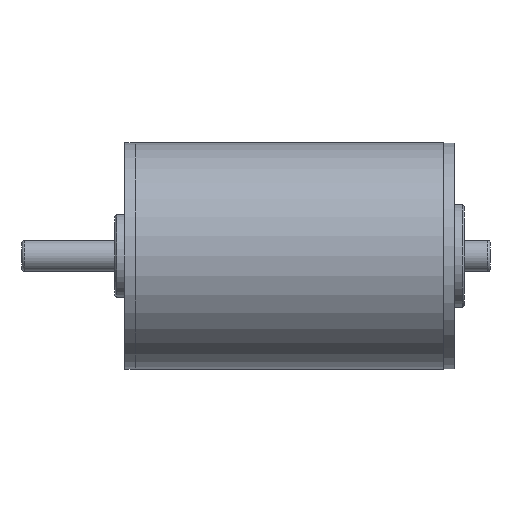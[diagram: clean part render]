
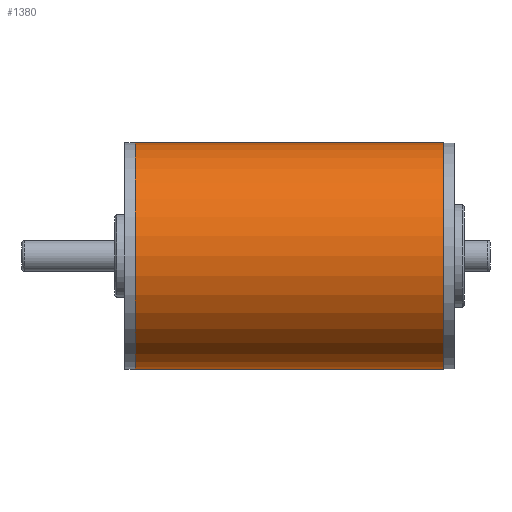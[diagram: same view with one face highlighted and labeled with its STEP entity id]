
A CAD part, left-side view. The second image highlights one B-rep face of the part: STEP entity #1380.
In plain terms, the highlighted cylindrical face has radius 11 mm (diameter 22 mm), a full revolution.
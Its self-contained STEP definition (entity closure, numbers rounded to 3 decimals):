
#855 = EDGE_LOOP ( 'NONE', ( #6901 ) ) ;
#1380 = ADVANCED_FACE ( 'NONE', ( #7271, #3385 ), #10972, .T. ) ;
#2020 = CARTESIAN_POINT ( 'NONE',  ( 0., 0., 0. ) ) ;
#2570 = DIRECTION ( 'NONE',  ( 0., 0., -1. ) ) ;
#2622 = DIRECTION ( 'NONE',  ( 0., 0., -1. ) ) ;
#2627 = DIRECTION ( 'NONE',  ( 0., -1., 0. ) ) ;
#3385 = FACE_OUTER_BOUND ( 'NONE', #5008, .T. ) ;
#4434 = AXIS2_PLACEMENT_3D ( 'NONE', #2020, #5788, #10563 ) ;
#4438 = VERTEX_POINT ( 'NONE', #9406 ) ;
#4508 = CARTESIAN_POINT ( 'NONE',  ( 0., 0., 0. ) ) ;
#4674 = CIRCLE ( 'NONE', #11696, 11. ) ;
#5008 = EDGE_LOOP ( 'NONE', ( #6677 ) ) ;
#5788 = DIRECTION ( 'NONE',  ( 0., -1., 0. ) ) ;
#6677 = ORIENTED_EDGE ( 'NONE', *, *, #11027, .F. ) ;
#6901 = ORIENTED_EDGE ( 'NONE', *, *, #9306, .T. ) ;
#7271 = FACE_OUTER_BOUND ( 'NONE', #855, .T. ) ;
#9154 = AXIS2_PLACEMENT_3D ( 'NONE', #4508, #10222, #2622 ) ;
#9224 = VERTEX_POINT ( 'NONE', #11161 ) ;
#9306 = EDGE_CURVE ( 'NONE', #4438, #4438, #4674, .T. ) ;
#9406 = CARTESIAN_POINT ( 'NONE',  ( 0., 30., -11. ) ) ;
#10171 = CARTESIAN_POINT ( 'NONE',  ( 0., 30., 0. ) ) ;
#10222 = DIRECTION ( 'NONE',  ( 0., -1., 0. ) ) ;
#10563 = DIRECTION ( 'NONE',  ( 0., 0., -1. ) ) ;
#10972 = CYLINDRICAL_SURFACE ( 'NONE', #9154, 11. ) ;
#11027 = EDGE_CURVE ( 'NONE', #9224, #9224, #11858, .T. ) ;
#11161 = CARTESIAN_POINT ( 'NONE',  ( 0., 0., -11. ) ) ;
#11696 = AXIS2_PLACEMENT_3D ( 'NONE', #10171, #2627, #2570 ) ;
#11858 = CIRCLE ( 'NONE', #4434, 11. ) ;
